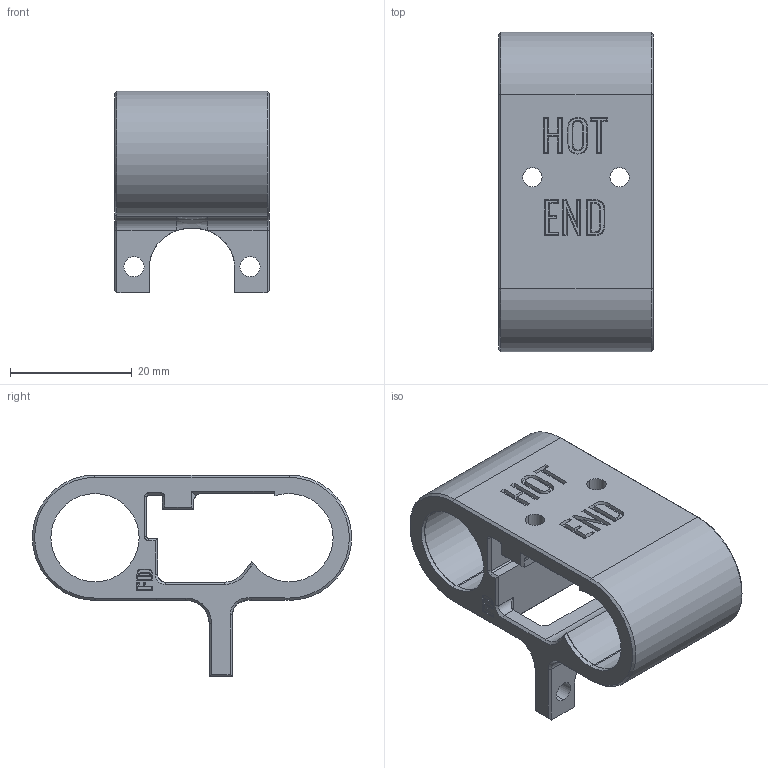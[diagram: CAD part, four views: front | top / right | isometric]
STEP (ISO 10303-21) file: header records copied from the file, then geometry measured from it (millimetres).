
FILE_DESCRIPTION (( 'STEP AP214' ), '1' );
FILE_NAME ('MicroBeta_ExtruderMount_v3.STEP', '2021-09-02T02:55:04', ( '' ), ( '' ), 'SwSTEP 2.0', 'SolidWorks 2021', '' );
FILE_SCHEMA (( 'AUTOMOTIVE_DESIGN' ));
Length unit declared in the file: inch
Products named in the file (1): MicroBeta_ExtruderMount_v3
Bounding box: 25.4 x 52.42 x 33.15 mm (x, y, z)
Volume: 10587.8 mm3; surface area: 8068.4 mm2
Topology: 1 solids, 1 shells, 274 faces, 697 edges, 436 vertices
Faces by surface type: plane 175, cylinder 46, cone 31, bspline 22
Entity records: 10857 total; most frequent: CARTESIAN_POINT 4398, ORIENTED_EDGE 1394, DIRECTION 1211, EDGE_CURVE 697, LINE 493, VECTOR 493, VERTEX_POINT 436, AXIS2_PLACEMENT_3D 359
